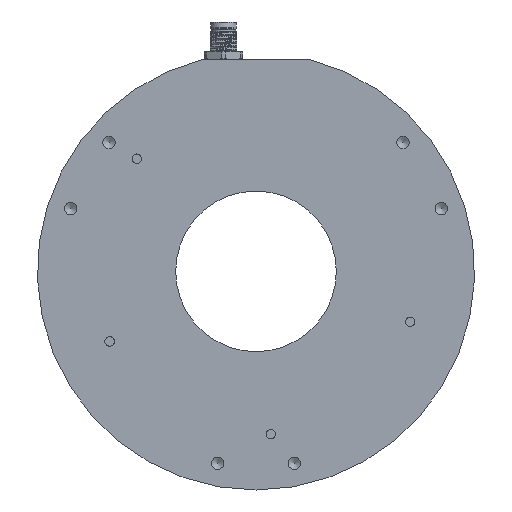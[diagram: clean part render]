
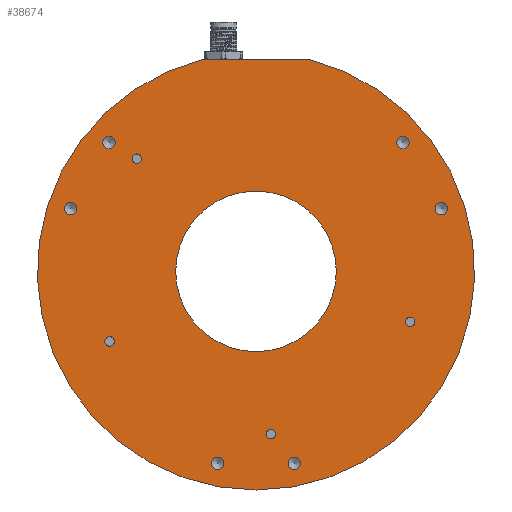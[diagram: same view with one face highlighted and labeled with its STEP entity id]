
A CAD part, front view. The second image highlights one B-rep face of the part: STEP entity #38674.
In plain terms, the highlighted planar face has unit normal (0, -1, 0).
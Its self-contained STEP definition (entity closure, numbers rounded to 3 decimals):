
#2918=FACE_BOUND('',#7112,.T.);
#2919=FACE_BOUND('',#7113,.T.);
#2920=FACE_BOUND('',#7114,.T.);
#2921=FACE_BOUND('',#7115,.T.);
#2922=FACE_BOUND('',#7116,.T.);
#2923=FACE_BOUND('',#7117,.T.);
#2924=FACE_BOUND('',#7118,.T.);
#2925=FACE_BOUND('',#7119,.T.);
#2926=FACE_BOUND('',#7120,.T.);
#2927=FACE_BOUND('',#7121,.T.);
#2928=FACE_BOUND('',#7122,.T.);
#3156=PLANE('',#41825);
#4909=FACE_OUTER_BOUND('',#7111,.T.);
#7111=EDGE_LOOP('',(#27502,#27503));
#7112=EDGE_LOOP('',(#27504));
#7113=EDGE_LOOP('',(#27505));
#7114=EDGE_LOOP('',(#27506));
#7115=EDGE_LOOP('',(#27507));
#7116=EDGE_LOOP('',(#27508));
#7117=EDGE_LOOP('',(#27509));
#7118=EDGE_LOOP('',(#27510));
#7119=EDGE_LOOP('',(#27511));
#7120=EDGE_LOOP('',(#27512));
#7121=EDGE_LOOP('',(#27513));
#7122=EDGE_LOOP('',(#27514));
#9528=LINE('',#55398,#13204);
#13204=VECTOR('',#45242,10.);
#16811=CIRCLE('',#41711,1.621);
#16813=CIRCLE('',#41715,1.621);
#16815=CIRCLE('',#41719,1.621);
#16817=CIRCLE('',#41723,1.621);
#16819=CIRCLE('',#41727,1.621);
#16821=CIRCLE('',#41731,1.621);
#16822=CIRCLE('',#41733,1.23);
#16824=CIRCLE('',#41736,1.23);
#16826=CIRCLE('',#41739,1.23);
#16828=CIRCLE('',#41742,1.23);
#16862=CIRCLE('',#41811,57.15);
#16867=CIRCLE('',#41821,21.);
#17873=VERTEX_POINT('',#55140);
#17876=VERTEX_POINT('',#55149);
#17879=VERTEX_POINT('',#55158);
#17882=VERTEX_POINT('',#55167);
#17885=VERTEX_POINT('',#55176);
#17888=VERTEX_POINT('',#55185);
#17889=VERTEX_POINT('',#55189);
#17891=VERTEX_POINT('',#55195);
#17893=VERTEX_POINT('',#55201);
#17895=VERTEX_POINT('',#55207);
#17955=VERTEX_POINT('',#55389);
#17956=VERTEX_POINT('',#55390);
#17962=VERTEX_POINT('',#55411);
#21598=EDGE_CURVE('',#17873,#17873,#16811,.T.);
#21602=EDGE_CURVE('',#17876,#17876,#16813,.T.);
#21606=EDGE_CURVE('',#17879,#17879,#16815,.T.);
#21610=EDGE_CURVE('',#17882,#17882,#16817,.T.);
#21614=EDGE_CURVE('',#17885,#17885,#16819,.T.);
#21618=EDGE_CURVE('',#17888,#17888,#16821,.T.);
#21620=EDGE_CURVE('',#17889,#17889,#16822,.T.);
#21623=EDGE_CURVE('',#17891,#17891,#16824,.T.);
#21626=EDGE_CURVE('',#17893,#17893,#16826,.T.);
#21629=EDGE_CURVE('',#17895,#17895,#16828,.T.);
#21716=EDGE_CURVE('',#17955,#17956,#16862,.T.);
#21720=EDGE_CURVE('',#17956,#17955,#9528,.T.);
#21727=EDGE_CURVE('',#17962,#17962,#16867,.T.);
#27502=ORIENTED_EDGE('',*,*,#21720,.F.);
#27503=ORIENTED_EDGE('',*,*,#21716,.F.);
#27504=ORIENTED_EDGE('',*,*,#21727,.T.);
#27505=ORIENTED_EDGE('',*,*,#21598,.T.);
#27506=ORIENTED_EDGE('',*,*,#21602,.T.);
#27507=ORIENTED_EDGE('',*,*,#21606,.T.);
#27508=ORIENTED_EDGE('',*,*,#21610,.T.);
#27509=ORIENTED_EDGE('',*,*,#21614,.T.);
#27510=ORIENTED_EDGE('',*,*,#21618,.T.);
#27511=ORIENTED_EDGE('',*,*,#21620,.T.);
#27512=ORIENTED_EDGE('',*,*,#21623,.T.);
#27513=ORIENTED_EDGE('',*,*,#21626,.T.);
#27514=ORIENTED_EDGE('',*,*,#21629,.T.);
#38674=ADVANCED_FACE('',(#4909,#2918,#2919,#2920,#2921,#2922,#2923,#2924,
#2925,#2926,#2927,#2928),#3156,.F.);
#41711=AXIS2_PLACEMENT_3D('',#55141,#44967,#44968);
#41715=AXIS2_PLACEMENT_3D('',#55150,#44977,#44978);
#41719=AXIS2_PLACEMENT_3D('',#55159,#44987,#44988);
#41723=AXIS2_PLACEMENT_3D('',#55168,#44997,#44998);
#41727=AXIS2_PLACEMENT_3D('',#55177,#45007,#45008);
#41731=AXIS2_PLACEMENT_3D('',#55186,#45017,#45018);
#41733=AXIS2_PLACEMENT_3D('',#55190,#45022,#45023);
#41736=AXIS2_PLACEMENT_3D('',#55196,#45029,#45030);
#41739=AXIS2_PLACEMENT_3D('',#55202,#45036,#45037);
#41742=AXIS2_PLACEMENT_3D('',#55208,#45043,#45044);
#41811=AXIS2_PLACEMENT_3D('',#55391,#45234,#45235);
#41821=AXIS2_PLACEMENT_3D('',#55413,#45260,#45261);
#41825=AXIS2_PLACEMENT_3D('',#55419,#45269,#45270);
#44967=DIRECTION('center_axis',(0.,1.,0.));
#44968=DIRECTION('ref_axis',(-0.5,0.,0.866));
#44977=DIRECTION('center_axis',(0.,1.,0.));
#44978=DIRECTION('ref_axis',(-0.5,0.,0.866));
#44987=DIRECTION('center_axis',(0.,1.,0.));
#44988=DIRECTION('ref_axis',(-0.5,0.,-0.866));
#44997=DIRECTION('center_axis',(0.,1.,0.));
#44998=DIRECTION('ref_axis',(-0.5,0.,-0.866));
#45007=DIRECTION('center_axis',(0.,1.,0.));
#45008=DIRECTION('ref_axis',(1.,0.,0.));
#45017=DIRECTION('center_axis',(0.,1.,0.));
#45018=DIRECTION('ref_axis',(1.,0.,0.));
#45022=DIRECTION('center_axis',(0.,1.,0.));
#45023=DIRECTION('ref_axis',(1.,0.,0.));
#45029=DIRECTION('center_axis',(0.,1.,0.));
#45030=DIRECTION('ref_axis',(1.,0.,0.));
#45036=DIRECTION('center_axis',(0.,1.,0.));
#45037=DIRECTION('ref_axis',(1.,0.,0.));
#45043=DIRECTION('center_axis',(0.,1.,0.));
#45044=DIRECTION('ref_axis',(1.,0.,0.));
#45234=DIRECTION('center_axis',(0.,1.,0.));
#45235=DIRECTION('ref_axis',(0.245,0.,0.97));
#45242=DIRECTION('',(1.,0.,0.));
#45260=DIRECTION('center_axis',(0.,1.,0.));
#45261=DIRECTION('ref_axis',(1.,0.,0.));
#45269=DIRECTION('center_axis',(0.,1.,0.));
#45270=DIRECTION('ref_axis',(0.,0.,1.));
#55140=CARTESIAN_POINT('',(49.242,0.,15.011));
#55141=CARTESIAN_POINT('Origin',(48.431,0.,16.415));
#55149=CARTESIAN_POINT('',(39.242,0.,32.331));
#55150=CARTESIAN_POINT('Origin',(38.431,0.,33.735));
#55158=CARTESIAN_POINT('',(-37.621,0.,35.139));
#55159=CARTESIAN_POINT('Origin',(-38.431,0.,33.735));
#55167=CARTESIAN_POINT('',(-47.621,0.,17.819));
#55168=CARTESIAN_POINT('Origin',(-48.431,0.,16.415));
#55176=CARTESIAN_POINT('',(-11.621,0.,-50.15));
#55177=CARTESIAN_POINT('Origin',(-10.,0.,-50.15));
#55185=CARTESIAN_POINT('',(8.379,0.,-50.15));
#55186=CARTESIAN_POINT('Origin',(10.,0.,-50.15));
#55189=CARTESIAN_POINT('',(-39.5,0.,-18.3));
#55190=CARTESIAN_POINT('Origin',(-38.27,0.,-18.3));
#55195=CARTESIAN_POINT('',(39.061,0.,-13.16));
#55196=CARTESIAN_POINT('Origin',(40.29,0.,-13.16));
#55201=CARTESIAN_POINT('',(-32.38,0.,29.48));
#55202=CARTESIAN_POINT('Origin',(-31.15,0.,29.48));
#55207=CARTESIAN_POINT('',(2.631,0.,-42.58));
#55208=CARTESIAN_POINT('Origin',(3.86,0.,-42.58));
#55389=CARTESIAN_POINT('',(13.995,0.,55.41));
#55390=CARTESIAN_POINT('',(-13.995,0.,55.41));
#55391=CARTESIAN_POINT('Origin',(0.,0.,0.));
#55398=CARTESIAN_POINT('',(-13.995,0.,55.41));
#55411=CARTESIAN_POINT('',(-21.,0.,0.));
#55413=CARTESIAN_POINT('Origin',(0.,0.,0.));
#55419=CARTESIAN_POINT('Origin',(0.,0.,0.));
